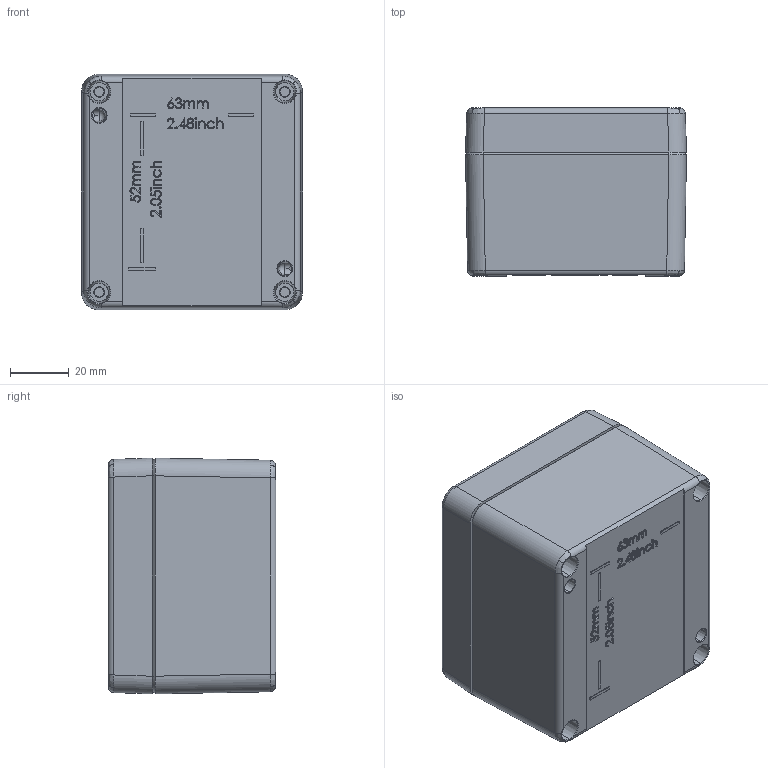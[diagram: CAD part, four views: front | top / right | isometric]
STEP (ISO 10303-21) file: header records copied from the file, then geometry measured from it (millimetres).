
FILE_DESCRIPTION (( 'STEP AP214' ), '1' );
FILE_NAME ('01080806.STEP', '2009-03-10T06:48:01', ( ' ' ), ( '' ), 'SwSTEP 2.0', 'SolidWorks 2008', '' );
FILE_SCHEMA (( 'AUTOMOTIVE_DESIGN' ));
Products named in the file (5): 02015_Standard; 01015_Standard; 93132_Standard; 82003_Standard; 01080806
Assembly tree (7 placements, depth 2):
  01080806
    93132_Standard  x4
    01015_Standard
    82003_Standard
    02015_Standard
Bounding box: 75 x 57 x 80 mm (x, y, z)
Volume: 110824.3 mm3; surface area: 62542.5 mm2
Topology: 7 solids, 7 shells, 1226 faces, 2984 edges, 1819 vertices
Faces by surface type: bspline 442, plane 357, cylinder 168, torus 131, cone 128
Entity records: 54916 total; most frequent: CARTESIAN_POINT 31284, ORIENTED_EDGE 5540, DIRECTION 3890, EDGE_CURVE 2770, VERTEX_POINT 1693, AXIS2_PLACEMENT_3D 1466, EDGE_LOOP 1225, ADVANCED_FACE 1145
